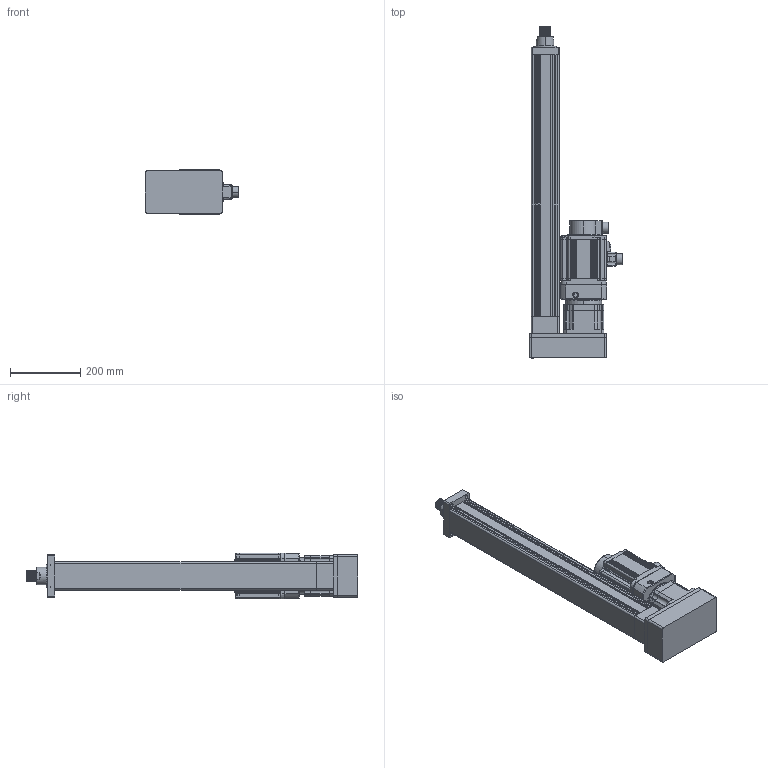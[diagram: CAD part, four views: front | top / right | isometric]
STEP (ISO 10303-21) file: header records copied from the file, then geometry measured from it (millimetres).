
FILE_DESCRIPTION (( 'STEP AP203' ), '1' );
FILE_NAME ('240322-YZ-80缸折叠600行程装配体.STEP', '2024-03-22T07:36:04', ( '微软用户' ), ( '微软中国' ), 'SwSTEP 2.0', 'SolidWorks 2016', '' );
FILE_SCHEMA (( 'CONFIG_CONTROL_DESIGN' ));
Length unit declared in the file: millimetre
Products named in the file (4): PGH115-L1-22-110-145-M8-A32; 240322-YZ-80缸折叠600行程装配体; ECMA-EX1310FS; 80缸行程600折叠前法兰安装
Assembly tree (3 placements, depth 2):
  240322-YZ-80缸折叠600行程装配体
    80缸行程600折叠前法兰安装
    ECMA-EX1310FS
    PGH115-L1-22-110-145-M8-A32
Bounding box: 266.14 x 946 x 130 mm (x, y, z)
Volume: 8521042 mm3; surface area: 1024451.2 mm2
Topology: 22 solids, 23 shells, 1382 faces, 3464 edges, 2159 vertices
Faces by surface type: plane 593, cylinder 535, cone 162, bspline 92
Entity records: 55823 total; most frequent: CARTESIAN_POINT 24231, ORIENTED_EDGE 6840, DIRECTION 5924, EDGE_CURVE 3420, VERTEX_POINT 2159, AXIS2_PLACEMENT_3D 2086, VECTOR 1752, LINE 1752
